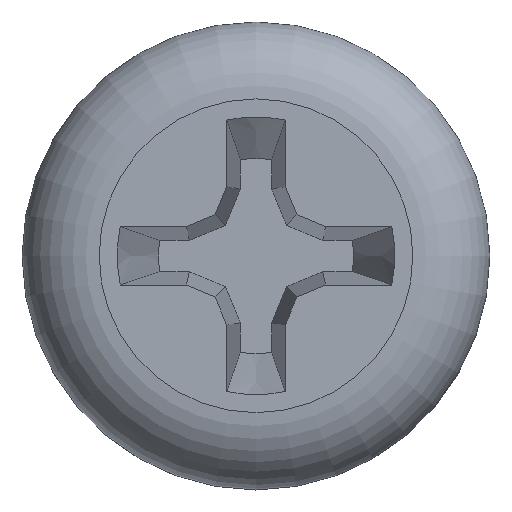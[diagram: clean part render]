
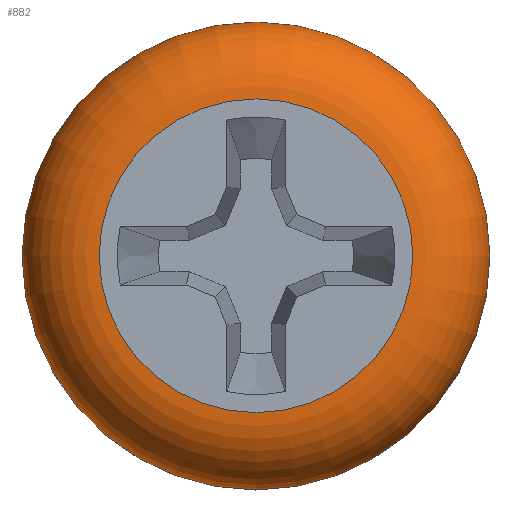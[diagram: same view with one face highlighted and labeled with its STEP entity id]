
A CAD part, top view. The second image highlights one B-rep face of the part: STEP entity #882.
In plain terms, the highlighted toroidal (fillet/blend) face has major radius 2.683 mm and minor radius 1.317 mm.
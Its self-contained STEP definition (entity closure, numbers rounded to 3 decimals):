
#39=TOROIDAL_SURFACE('',#958,2.683,1.318);
#88=FACE_OUTER_BOUND('',#136,.T.);
#136=EDGE_LOOP('',(#656,#657,#658,#659,#660,#661,#662));
#174=CIRCLE('',#959,4.);
#175=CIRCLE('',#960,4.);
#176=CIRCLE('',#961,1.318);
#177=CIRCLE('',#962,2.683);
#178=CIRCLE('',#963,2.683);
#179=CIRCLE('',#964,4.);
#389=VERTEX_POINT('',#3245);
#390=VERTEX_POINT('',#3246);
#391=VERTEX_POINT('',#3248);
#392=VERTEX_POINT('',#3250);
#393=VERTEX_POINT('',#3252);
#500=EDGE_CURVE('',#389,#390,#174,.T.);
#501=EDGE_CURVE('',#391,#389,#175,.T.);
#502=EDGE_CURVE('',#391,#392,#176,.T.);
#503=EDGE_CURVE('',#392,#393,#177,.T.);
#504=EDGE_CURVE('',#393,#392,#178,.T.);
#505=EDGE_CURVE('',#390,#391,#179,.T.);
#656=ORIENTED_EDGE('',*,*,#500,.F.);
#657=ORIENTED_EDGE('',*,*,#501,.F.);
#658=ORIENTED_EDGE('',*,*,#502,.T.);
#659=ORIENTED_EDGE('',*,*,#503,.T.);
#660=ORIENTED_EDGE('',*,*,#504,.T.);
#661=ORIENTED_EDGE('',*,*,#502,.F.);
#662=ORIENTED_EDGE('',*,*,#505,.F.);
#882=ADVANCED_FACE('',(#88),#39,.T.);
#958=AXIS2_PLACEMENT_3D('',#3244,#1075,#1076);
#959=AXIS2_PLACEMENT_3D('',#3247,#1077,#1078);
#960=AXIS2_PLACEMENT_3D('',#3249,#1079,#1080);
#961=AXIS2_PLACEMENT_3D('',#3251,#1081,#1082);
#962=AXIS2_PLACEMENT_3D('',#3253,#1083,#1084);
#963=AXIS2_PLACEMENT_3D('',#3254,#1085,#1086);
#964=AXIS2_PLACEMENT_3D('',#3255,#1087,#1088);
#1075=DIRECTION('center_axis',(0.,0.,-1.));
#1076=DIRECTION('ref_axis',(0.,1.,0.));
#1077=DIRECTION('center_axis',(0.,0.,-1.));
#1078=DIRECTION('ref_axis',(0.,1.,0.));
#1079=DIRECTION('center_axis',(0.,0.,-1.));
#1080=DIRECTION('ref_axis',(0.,1.,0.));
#1081=DIRECTION('center_axis',(-1.,0.,0.));
#1082=DIRECTION('ref_axis',(0.,-1.,0.));
#1083=DIRECTION('center_axis',(0.,0.,-1.));
#1084=DIRECTION('ref_axis',(0.,1.,0.));
#1085=DIRECTION('center_axis',(0.,0.,-1.));
#1086=DIRECTION('ref_axis',(0.,1.,0.));
#1087=DIRECTION('center_axis',(0.,0.,-1.));
#1088=DIRECTION('ref_axis',(0.,1.,0.));
#3244=CARTESIAN_POINT('Origin',(0.,0.,1.783));
#3245=CARTESIAN_POINT('',(-4.,0.,1.783));
#3246=CARTESIAN_POINT('',(4.,0.,1.783));
#3247=CARTESIAN_POINT('Origin',(0.,0.,1.783));
#3248=CARTESIAN_POINT('',(0.,-4.,1.783));
#3249=CARTESIAN_POINT('Origin',(0.,0.,1.783));
#3250=CARTESIAN_POINT('',(0.,-2.683,3.1));
#3251=CARTESIAN_POINT('Origin',(0.,-2.683,1.783));
#3252=CARTESIAN_POINT('',(0.,2.683,3.1));
#3253=CARTESIAN_POINT('Origin',(0.,0.,3.1));
#3254=CARTESIAN_POINT('Origin',(0.,0.,3.1));
#3255=CARTESIAN_POINT('Origin',(0.,0.,1.783));
